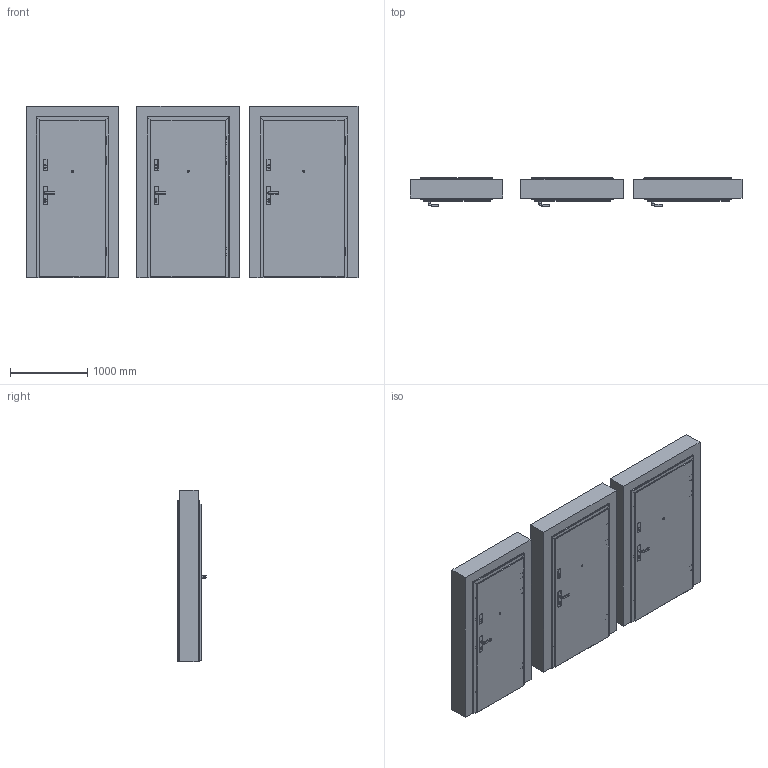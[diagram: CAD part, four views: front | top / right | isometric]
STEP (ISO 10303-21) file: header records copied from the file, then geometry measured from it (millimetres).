
FILE_DESCRIPTION(/* description */ (''),/* implementation_level */ '2;1');
FILE_NAME(/* name */ '050030_A_2-Drzwi antywłamaniowe EXTREME RC3 na ościeżnicy Projekt Premium..stp',/* time_stamp */ '2024-05-08T10:29:14+02:00',/* author */ (''),/* organization */ (''),/* preprocessor_version */ 'ST-DEVELOPER v16',/* originating_system */ 'SIEMENS PLM Software NX 11.0',/* authorisation */ '');
FILE_SCHEMA (('AUTOMOTIVE_DESIGN { 1 0 10303 214 3 1 1 1 }'));
Products named in the file (1): bkni212445D85qu3
Bounding box: 4306 x 364.45 x 2223.33 mm (x, y, z)
Volume: 975154246.3 mm3; surface area: 66362846.4 mm2
Topology: 177 solids, 189 shells, 5604 faces, 15537 edges, 10236 vertices
Faces by surface type: plane 3768, cylinder 933, bspline 588, cone 153, extrusion 138, torus 12, sphere 12
Full cylindrical faces by diameter (mm): 5.5 x30, 6 x18, 7 x6, 7.2 x3, 7.8 x9, 8 x63, 9 x6, 9.2 x3, 9.3 x12, 10 x6, 10.5 x18, 13.5 x18, 15 x45, 18 x9, 20.5 x24, 22 x3, 26 x3, 30 x6
Entity records: 187092 total; most frequent: CARTESIAN_POINT 47104, ORIENTED_EDGE 29928, DIRECTION 25712, EDGE_CURVE 14964, VECTOR 11148, LINE 11010, VERTEX_POINT 10101, AXIS2_PLACEMENT_3D 7282
